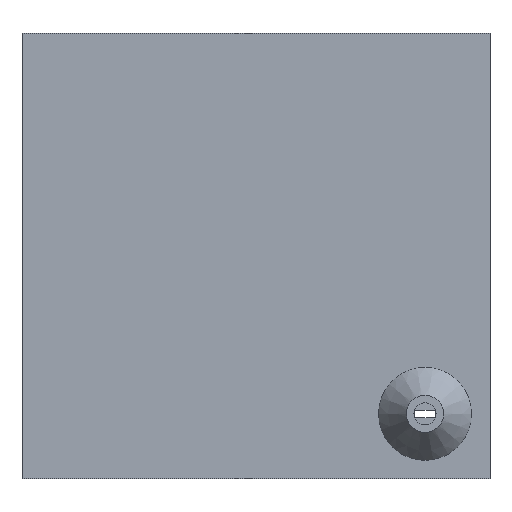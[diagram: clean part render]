
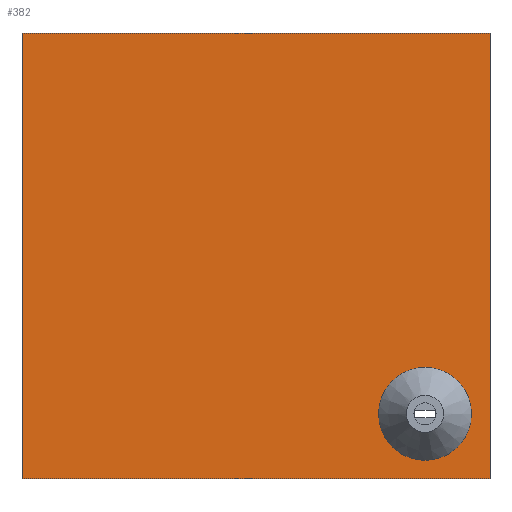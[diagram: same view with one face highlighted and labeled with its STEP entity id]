
A CAD part, top view. The second image highlights one B-rep face of the part: STEP entity #382.
In plain terms, the highlighted planar face has unit normal (0, 0, 1).
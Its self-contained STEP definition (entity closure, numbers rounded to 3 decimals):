
#31=FACE_BOUND('',#89,.T.);
#64=FACE_OUTER_BOUND('',#88,.T.);
#88=EDGE_LOOP('',(#326,#327,#328,#329));
#89=EDGE_LOOP('',(#330,#331,#332,#333));
#108=LINE('',#603,#146);
#111=LINE('',#609,#149);
#114=LINE('',#615,#152);
#117=LINE('',#619,#155);
#120=LINE('',#627,#158);
#123=LINE('',#633,#161);
#126=LINE('',#639,#164);
#129=LINE('',#643,#167);
#146=VECTOR('',#500,10.);
#149=VECTOR('',#505,10.);
#152=VECTOR('',#510,10.);
#155=VECTOR('',#515,10.);
#158=VECTOR('',#520,10.);
#161=VECTOR('',#525,10.);
#164=VECTOR('',#530,10.);
#167=VECTOR('',#535,10.);
#184=VERTEX_POINT('',#600);
#185=VERTEX_POINT('',#602);
#187=VERTEX_POINT('',#608);
#189=VERTEX_POINT('',#614);
#192=VERTEX_POINT('',#624);
#193=VERTEX_POINT('',#626);
#195=VERTEX_POINT('',#632);
#197=VERTEX_POINT('',#638);
#224=EDGE_CURVE('',#185,#184,#108,.T.);
#227=EDGE_CURVE('',#187,#185,#111,.T.);
#230=EDGE_CURVE('',#189,#187,#114,.T.);
#233=EDGE_CURVE('',#184,#189,#117,.T.);
#236=EDGE_CURVE('',#193,#192,#120,.T.);
#239=EDGE_CURVE('',#195,#193,#123,.T.);
#242=EDGE_CURVE('',#197,#195,#126,.T.);
#245=EDGE_CURVE('',#192,#197,#129,.T.);
#326=ORIENTED_EDGE('',*,*,#245,.T.);
#327=ORIENTED_EDGE('',*,*,#242,.T.);
#328=ORIENTED_EDGE('',*,*,#239,.T.);
#329=ORIENTED_EDGE('',*,*,#236,.T.);
#330=ORIENTED_EDGE('',*,*,#230,.T.);
#331=ORIENTED_EDGE('',*,*,#227,.T.);
#332=ORIENTED_EDGE('',*,*,#224,.T.);
#333=ORIENTED_EDGE('',*,*,#233,.T.);
#360=PLANE('',#430);
#382=ADVANCED_FACE('',(#64,#31),#360,.T.);
#430=AXIS2_PLACEMENT_3D('',#644,#536,#537);
#500=DIRECTION('',(0.,1.,0.));
#505=DIRECTION('',(-1.,0.,0.));
#510=DIRECTION('',(0.,-1.,0.));
#515=DIRECTION('',(1.,0.,0.));
#520=DIRECTION('',(-1.,0.,0.));
#525=DIRECTION('',(0.,1.,0.));
#530=DIRECTION('',(1.,0.,0.));
#535=DIRECTION('',(0.,-1.,0.));
#536=DIRECTION('center_axis',(0.,0.,1.));
#537=DIRECTION('ref_axis',(1.,0.,0.));
#600=CARTESIAN_POINT('',(105.675,18.511,3.));
#602=CARTESIAN_POINT('',(105.675,16.489,3.));
#603=CARTESIAN_POINT('',(105.675,38.245,3.));
#608=CARTESIAN_POINT('',(111.325,16.489,3.));
#609=CARTESIAN_POINT('',(87.162,16.489,3.));
#614=CARTESIAN_POINT('',(111.325,18.511,3.));
#615=CARTESIAN_POINT('',(111.325,39.255,3.));
#619=CARTESIAN_POINT('',(84.338,18.511,3.));
#624=CARTESIAN_POINT('',(0.,120.,3.));
#626=CARTESIAN_POINT('',(126.,120.,3.));
#627=CARTESIAN_POINT('',(126.,120.,3.));
#632=CARTESIAN_POINT('',(126.,0.,3.));
#633=CARTESIAN_POINT('',(126.,0.,3.));
#638=CARTESIAN_POINT('',(0.,0.,3.));
#639=CARTESIAN_POINT('',(0.,0.,3.));
#643=CARTESIAN_POINT('',(0.,120.,3.));
#644=CARTESIAN_POINT('Origin',(63.,60.,3.));
